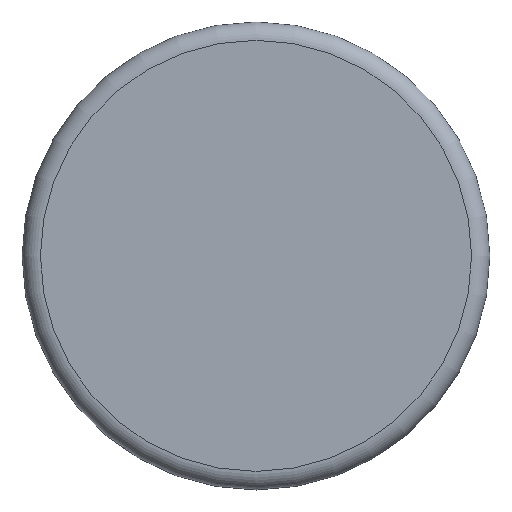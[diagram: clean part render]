
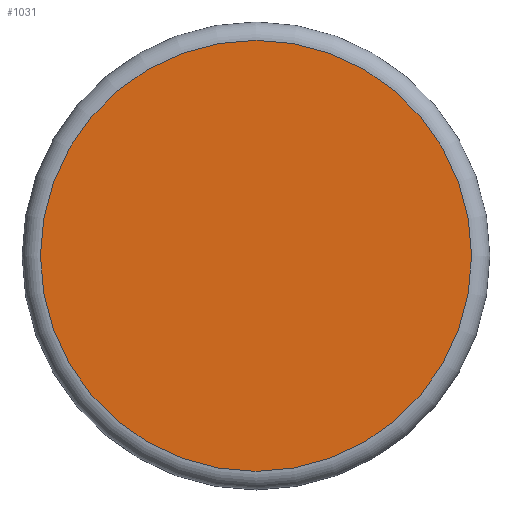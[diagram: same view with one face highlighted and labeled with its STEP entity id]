
A CAD part, top view. The second image highlights one B-rep face of the part: STEP entity #1031.
In plain terms, the highlighted planar face has unit normal (0, 0, 1).
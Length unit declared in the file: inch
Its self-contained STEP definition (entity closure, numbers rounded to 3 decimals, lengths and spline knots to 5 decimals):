
#233=PLANE('',#1128);
#280=FACE_OUTER_BOUND('',#339,.T.);
#339=EDGE_LOOP('',(#749));
#427=CIRCLE('',#1125,0.18504);
#475=VERTEX_POINT('',#1574);
#581=EDGE_CURVE('',#475,#475,#427,.T.);
#749=ORIENTED_EDGE('',*,*,#581,.F.);
#1031=ADVANCED_FACE('',(#280),#233,.F.);
#1125=AXIS2_PLACEMENT_3D('',#1576,#1259,#1260);
#1128=AXIS2_PLACEMENT_3D('',#1581,#1266,#1267);
#1259=DIRECTION('center_axis',(0.,0.,
-1.));
#1260=DIRECTION('ref_axis',(1.,0.,0.));
#1266=DIRECTION('center_axis',(0.,0.,
-1.));
#1267=DIRECTION('ref_axis',(1.,0.,0.));
#1574=CARTESIAN_POINT('',(-0.18504,0.,0.13583));
#1576=CARTESIAN_POINT('Origin',(0.,0.,
0.13583));
#1581=CARTESIAN_POINT('Origin',(0.,0.,
0.13583));
